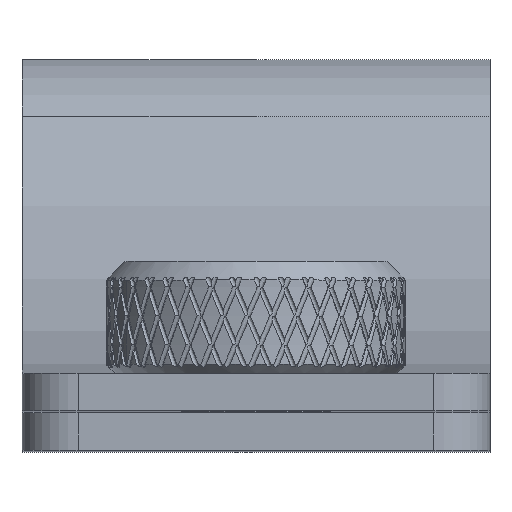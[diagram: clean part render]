
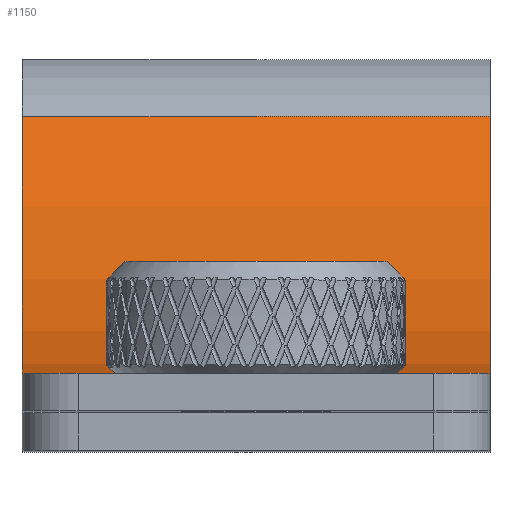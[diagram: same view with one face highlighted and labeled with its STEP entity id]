
A CAD part, top view. The second image highlights one B-rep face of the part: STEP entity #1150.
In plain terms, the highlighted cylindrical face has radius 47.5 mm (diameter 95 mm), a partial arc.
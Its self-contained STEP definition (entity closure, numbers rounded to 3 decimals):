
#740=CARTESIAN_POINT('',(3.424,48.8,14.5));
#750=DIRECTION('',(0.,0.,1.));
#760=DIRECTION('',(0.,-1.,0.));
#770=AXIS2_PLACEMENT_3D('',#740,#750,#760);
#780=CYLINDRICAL_SURFACE('',#770,47.5);
#790=CARTESIAN_POINT('',(3.424,48.8,13.));
#800=DIRECTION('',(0.,0.,1.));
#810=DIRECTION('',(0.,-1.,0.));
#820=AXIS2_PLACEMENT_3D('',#790,#800,#810);
#830=CIRCLE('',#820,47.5);
#840=CARTESIAN_POINT('',(-30.091,15.141,13.));
#850=VERTEX_POINT('',#840);
#860=CARTESIAN_POINT('',(3.424,1.3,13.));
#870=VERTEX_POINT('',#860);
#880=EDGE_CURVE('',#850,#870,#830,.T.);
#890=ORIENTED_EDGE('',*,*,#880,.T.);
#900=CARTESIAN_POINT('',(-30.091,15.141,14.5));
#910=DIRECTION('',(0.,0.,-1.));
#920=VECTOR('',#910,1.);
#930=LINE('',#900,#920);
#940=CARTESIAN_POINT('',(-30.091,15.141,-12.));
#950=VERTEX_POINT('',#940);
#960=EDGE_CURVE('',#850,#950,#930,.T.);
#970=ORIENTED_EDGE('',*,*,#960,.F.);
#980=CARTESIAN_POINT('',(3.424,48.8,-12.));
#990=DIRECTION('',(0.,0.,1.));
#1000=DIRECTION('',(0.,-1.,0.));
#1010=AXIS2_PLACEMENT_3D('',#980,#990,#1000);
#1020=CIRCLE('',#1010,47.5);
#1030=CARTESIAN_POINT('',(3.424,1.3,-12.));
#1040=VERTEX_POINT('',#1030);
#1050=EDGE_CURVE('',#950,#1040,#1020,.T.);
#1060=ORIENTED_EDGE('',*,*,#1050,.F.);
#1070=CARTESIAN_POINT('',(3.424,1.3,14.5));
#1080=DIRECTION('',(0.,0.,-1.));
#1090=VECTOR('',#1080,1.);
#1100=LINE('',#1070,#1090);
#1110=EDGE_CURVE('',#870,#1040,#1100,.T.);
#1120=ORIENTED_EDGE('',*,*,#1110,.T.);
#1130=EDGE_LOOP('',(#1120,#1060,#970,#890));
#1140=FACE_OUTER_BOUND('',#1130,.T.);
#1150=ADVANCED_FACE('',(#1140),#780,.F.);
